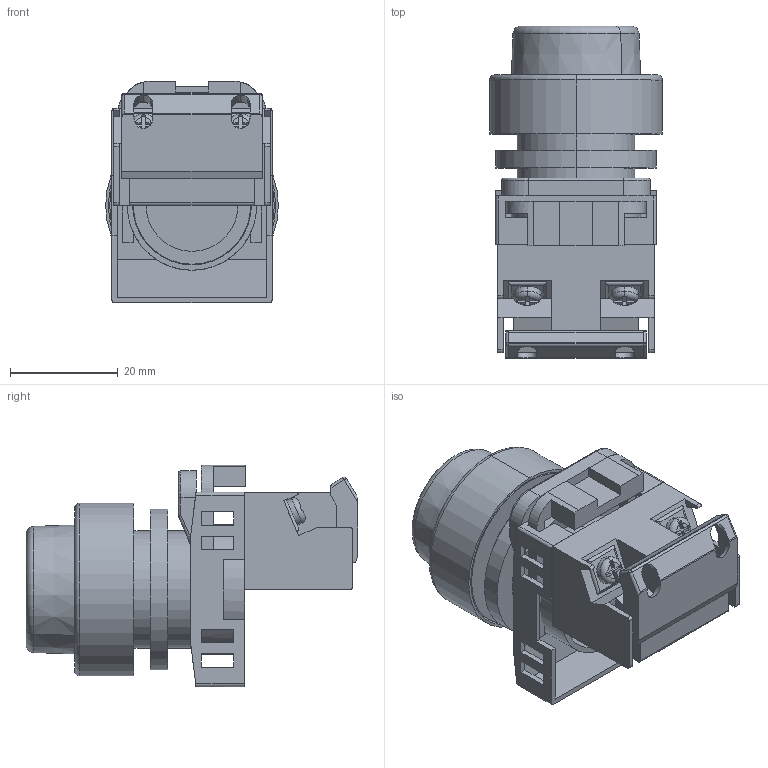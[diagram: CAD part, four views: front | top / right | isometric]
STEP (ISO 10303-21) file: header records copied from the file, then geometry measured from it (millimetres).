
FILE_DESCRIPTION (( 'STEP AP214' ), '1' );
FILE_NAME ('AR22JR-0A10AZA.step', '2017-08-28T21:10:36', ( '' ), ( '' ), 'SwSTEP 2.0', 'SolidWorks 2017', '' );
FILE_SCHEMA (( 'AUTOMOTIVE_DESIGN' ));
Length unit declared in the file: millimetre
Products named in the file (1): AR22JR-0A10AZA
Bounding box: 32 x 61.5 x 41 mm (x, y, z)
Volume: 30999.6 mm3; surface area: 21257.3 mm2
Topology: 13 solids, 13 shells, 308 faces, 818 edges, 532 vertices
Faces by surface type: plane 208, cylinder 78, torus 10, bspline 5, sphere 5, cone 2
Entity records: 10116 total; most frequent: CARTESIAN_POINT 2418, ORIENTED_EDGE 1632, DIRECTION 1462, EDGE_CURVE 816, VECTOR 572, LINE 572, VERTEX_POINT 532, AXIS2_PLACEMENT_3D 445
